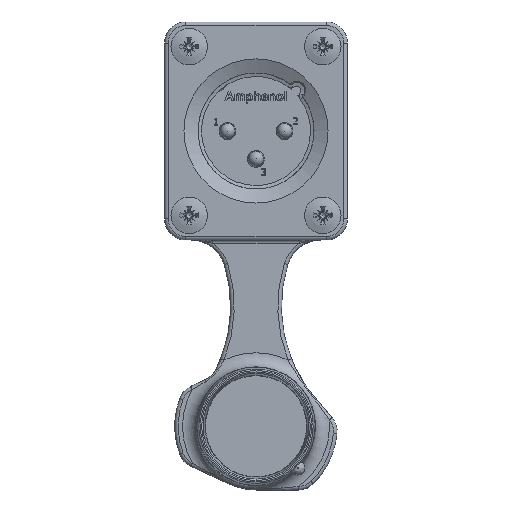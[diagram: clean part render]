
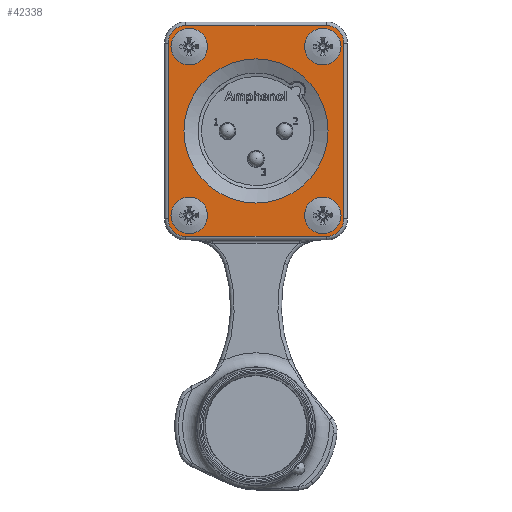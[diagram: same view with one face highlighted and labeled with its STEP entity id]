
A CAD part, top view. The second image highlights one B-rep face of the part: STEP entity #42338.
In plain terms, the highlighted planar face has unit normal (0, 0, 1).
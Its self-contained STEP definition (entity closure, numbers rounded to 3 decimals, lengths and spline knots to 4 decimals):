
#175=FACE_BOUND('',#11023,.T.);
#176=FACE_BOUND('',#11024,.T.);
#177=FACE_BOUND('',#11025,.T.);
#178=FACE_BOUND('',#11026,.T.);
#179=FACE_BOUND('',#11027,.T.);
#1250=PLANE('',#44677);
#3057=LINE('',#144492,#5170);
#3058=LINE('',#144496,#5171);
#3059=LINE('',#144500,#5172);
#3060=LINE('',#144504,#5173);
#5170=VECTOR('',#50655,0.3937);
#5171=VECTOR('',#50658,0.3937);
#5172=VECTOR('',#50661,0.3937);
#5173=VECTOR('',#50664,0.3937);
#5686=CIRCLE('',#42795,0.1024);
#5731=CIRCLE('',#42952,0.1024);
#5780=CIRCLE('',#43116,0.1024);
#5828=CIRCLE('',#43278,0.1024);
#6481=CIRCLE('',#44678,0.0984);
#6482=CIRCLE('',#44679,0.0984);
#6483=CIRCLE('',#44680,0.0984);
#6484=CIRCLE('',#44681,0.0984);
#6485=CIRCLE('',#44682,0.4035);
#8717=FACE_OUTER_BOUND('',#11022,.T.);
#11022=EDGE_LOOP('',(#35661,#35662,#35663,#35664,#35665,#35666,#35667,#35668));
#11023=EDGE_LOOP('',(#35669));
#11024=EDGE_LOOP('',(#35670));
#11025=EDGE_LOOP('',(#35671));
#11026=EDGE_LOOP('',(#35672));
#11027=EDGE_LOOP('',(#35673));
#14841=VERTEX_POINT('',#63635);
#15373=VERTEX_POINT('',#85146);
#15880=VERTEX_POINT('',#106239);
#16419=VERTEX_POINT('',#128247);
#18026=VERTEX_POINT('',#144490);
#18027=VERTEX_POINT('',#144491);
#18028=VERTEX_POINT('',#144493);
#18029=VERTEX_POINT('',#144495);
#18030=VERTEX_POINT('',#144497);
#18031=VERTEX_POINT('',#144499);
#18032=VERTEX_POINT('',#144501);
#18033=VERTEX_POINT('',#144503);
#18034=VERTEX_POINT('',#144506);
#19013=EDGE_CURVE('',#14841,#14841,#5686,.T.);
#19823=EDGE_CURVE('',#15373,#15373,#5731,.T.);
#20614=EDGE_CURVE('',#15880,#15880,#5780,.T.);
#21439=EDGE_CURVE('',#16419,#16419,#5828,.T.);
#24003=EDGE_CURVE('',#18026,#18027,#3057,.T.);
#24004=EDGE_CURVE('',#18028,#18026,#6481,.T.);
#24005=EDGE_CURVE('',#18029,#18028,#3058,.T.);
#24006=EDGE_CURVE('',#18030,#18029,#6482,.T.);
#24007=EDGE_CURVE('',#18031,#18030,#3059,.T.);
#24008=EDGE_CURVE('',#18032,#18031,#6483,.T.);
#24009=EDGE_CURVE('',#18033,#18032,#3060,.T.);
#24010=EDGE_CURVE('',#18027,#18033,#6484,.T.);
#24011=EDGE_CURVE('',#18034,#18034,#6485,.T.);
#35661=ORIENTED_EDGE('',*,*,#24003,.F.);
#35662=ORIENTED_EDGE('',*,*,#24004,.F.);
#35663=ORIENTED_EDGE('',*,*,#24005,.F.);
#35664=ORIENTED_EDGE('',*,*,#24006,.F.);
#35665=ORIENTED_EDGE('',*,*,#24007,.F.);
#35666=ORIENTED_EDGE('',*,*,#24008,.F.);
#35667=ORIENTED_EDGE('',*,*,#24009,.F.);
#35668=ORIENTED_EDGE('',*,*,#24010,.F.);
#35669=ORIENTED_EDGE('',*,*,#19013,.T.);
#35670=ORIENTED_EDGE('',*,*,#19823,.T.);
#35671=ORIENTED_EDGE('',*,*,#20614,.T.);
#35672=ORIENTED_EDGE('',*,*,#21439,.T.);
#35673=ORIENTED_EDGE('',*,*,#24011,.F.);
#42338=ADVANCED_FACE('',(#8717,#175,#176,#177,#178,#179),#1250,.T.);
#42795=AXIS2_PLACEMENT_3D('',#63637,#45295,#45296);
#42952=AXIS2_PLACEMENT_3D('',#85148,#45706,#45707);
#43116=AXIS2_PLACEMENT_3D('',#106241,#46131,#46132);
#43278=AXIS2_PLACEMENT_3D('',#128249,#46552,#46553);
#44677=AXIS2_PLACEMENT_3D('',#144489,#50653,#50654);
#44678=AXIS2_PLACEMENT_3D('',#144494,#50656,#50657);
#44679=AXIS2_PLACEMENT_3D('',#144498,#50659,#50660);
#44680=AXIS2_PLACEMENT_3D('',#144502,#50662,#50663);
#44681=AXIS2_PLACEMENT_3D('',#144505,#50665,#50666);
#44682=AXIS2_PLACEMENT_3D('',#144507,#50667,#50668);
#45295=DIRECTION('center_axis',(0.,0.,-1.));
#45296=DIRECTION('ref_axis',(0.,1.,0.));
#45706=DIRECTION('center_axis',(0.,0.,-1.));
#45707=DIRECTION('ref_axis',(0.,1.,0.));
#46131=DIRECTION('center_axis',(0.,0.,-1.));
#46132=DIRECTION('ref_axis',(0.,1.,0.));
#46552=DIRECTION('center_axis',(0.,0.,-1.));
#46553=DIRECTION('ref_axis',(0.,1.,0.));
#50653=DIRECTION('center_axis',(0.,0.,1.));
#50654=DIRECTION('ref_axis',(1.,0.,0.));
#50655=DIRECTION('',(-1.,0.,0.));
#50656=DIRECTION('center_axis',(0.,0.,-1.));
#50657=DIRECTION('ref_axis',(0.707,-0.707,0.));
#50658=DIRECTION('',(0.,-1.,0.));
#50659=DIRECTION('center_axis',(0.,0.,-1.));
#50660=DIRECTION('ref_axis',(0.707,0.707,0.));
#50661=DIRECTION('',(1.,0.,0.));
#50662=DIRECTION('center_axis',(0.,0.,-1.));
#50663=DIRECTION('ref_axis',(-0.707,0.707,0.));
#50664=DIRECTION('',(0.,1.,0.));
#50665=DIRECTION('center_axis',(0.,0.,-1.));
#50666=DIRECTION('ref_axis',(-0.707,-0.707,0.));
#50667=DIRECTION('center_axis',(0.,0.,1.));
#50668=DIRECTION('ref_axis',(-1.,0.,0.));
#63635=CARTESIAN_POINT('',(-0.2717,-0.4724,0.0669));
#63637=CARTESIAN_POINT('Origin',(-0.374,-0.4724,0.0669));
#85146=CARTESIAN_POINT('',(0.4764,0.4724,0.0669));
#85148=CARTESIAN_POINT('Origin',(0.374,0.4724,0.0669));
#106239=CARTESIAN_POINT('',(0.4764,-0.4724,0.0669));
#106241=CARTESIAN_POINT('Origin',(0.374,-0.4724,
0.0669));
#128247=CARTESIAN_POINT('',(-0.2717,0.4724,0.0669));
#128249=CARTESIAN_POINT('Origin',(-0.374,0.4724,0.0669));
#144489=CARTESIAN_POINT('Origin',(0.,0.,
0.0669));
#144490=CARTESIAN_POINT('',(0.3937,-0.5906,0.0669));
#144491=CARTESIAN_POINT('',(-0.3937,-0.5906,0.0669));
#144492=CARTESIAN_POINT('',(-0.1969,-0.5906,0.0669));
#144493=CARTESIAN_POINT('',(0.4921,-0.4921,0.0669));
#144494=CARTESIAN_POINT('Origin',(0.3937,-0.4921,
0.0669));
#144495=CARTESIAN_POINT('',(0.4921,0.4921,0.0669));
#144496=CARTESIAN_POINT('',(0.4921,-0.2461,0.0669));
#144497=CARTESIAN_POINT('',(0.3937,0.5906,0.0669));
#144498=CARTESIAN_POINT('Origin',(0.3937,0.4921,0.0669));
#144499=CARTESIAN_POINT('',(-0.3937,0.5906,0.0669));
#144500=CARTESIAN_POINT('',(0.1969,0.5906,0.0669));
#144501=CARTESIAN_POINT('',(-0.4921,0.4921,0.0669));
#144502=CARTESIAN_POINT('Origin',(-0.3937,0.4921,
0.0669));
#144503=CARTESIAN_POINT('',(-0.4921,-0.4921,0.0669));
#144504=CARTESIAN_POINT('',(-0.4921,0.2461,0.0669));
#144505=CARTESIAN_POINT('Origin',(-0.3937,-0.4921,
0.0669));
#144506=CARTESIAN_POINT('',(0.4035,0.,0.0669));
#144507=CARTESIAN_POINT('Origin',(0.,0.,
0.0669));
